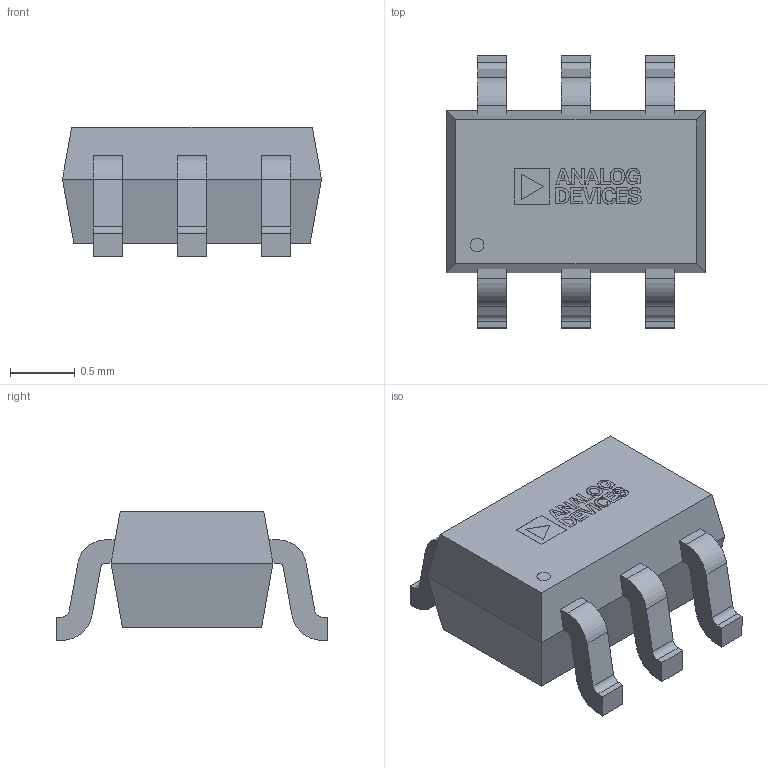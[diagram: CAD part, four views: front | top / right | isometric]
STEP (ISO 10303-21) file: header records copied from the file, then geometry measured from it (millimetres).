
FILE_DESCRIPTION(/* description */ (''),/* implementation_level */ '2;1');
FILE_NAME(/* name */ 'Analog Devices LT5534ESC6#TRMPBF.stp',/* time_stamp */ '2019-11-11T21:20:07+02:00',/* author */ ('BMT'),/* organization */ (''),/* preprocessor_version */ 'ST-DEVELOPER v16.5',/* originating_system */ 'Autodesk Inventor 2017',/* authorisation */ '');
FILE_SCHEMA (('AUTOMOTIVE_DESIGN { 1 0 10303 214 3 1 1 }'));
Length unit declared in the file: millimetre
Products named in the file (5): Analog Devices LT5534ESC6#TRMPBF; Analog Devices LT5534ESC6#TRMPBF 1; Analog Devices LT5534ESC6#TRMPBF 2; Analog Devices LT5534ESC6#TRMPBF 2_MIR; Analog Devices ss.iam
Assembly tree (8 placements, depth 2):
  Analog Devices LT5534ESC6#TRMPBF
    Analog Devices LT5534ESC6#TRMPBF 1
    Analog Devices LT5534ESC6#TRMPBF 2  x3
    Analog Devices LT5534ESC6#TRMPBF 2_MIR  x3
    Analog Devices ss.iam
Bounding box: 2 x 2.1 x 1 mm (x, y, z)
Volume: 2.2 mm3; surface area: 14.6 mm2
Topology: 21 solids, 21 shells, 261 faces, 650 edges, 432 vertices
Faces by surface type: plane 201, bspline 35, cylinder 25
Full cylindrical faces by diameter (mm): 0.106 x1
Entity records: 6358 total; most frequent: CARTESIAN_POINT 1515, ORIENTED_EDGE 1010, DIRECTION 829, EDGE_CURVE 505, LINE 417, VECTOR 417, VERTEX_POINT 336, EDGE_LOOP 217
